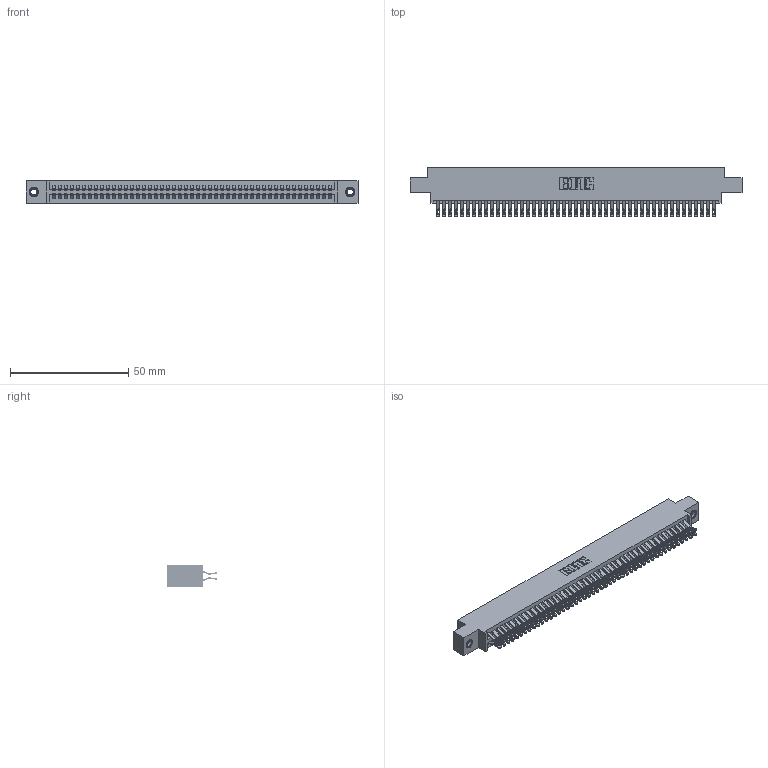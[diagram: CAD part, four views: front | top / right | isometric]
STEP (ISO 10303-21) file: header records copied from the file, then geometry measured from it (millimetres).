
FILE_DESCRIPTION (( 'STEP AP203' ), '1' );
FILE_NAME ('345-094-555-807.STEP', '2018-10-05T01:48:03', ( '' ), ( '' ), 'SwSTEP 2.0', 'SolidWorks 2016', '' );
FILE_SCHEMA (( 'CONFIG_CONTROL_DESIGN' ));
Length unit declared in the file: inch
Products named in the file (4): 345 Part_0.170 Offset - 0.156 Dia-TI; 345-250-001_345-250-005-103; 345-292-001_555 Tail; 345-094-555-807
Assembly tree (97 placements, depth 2):
  345-094-555-807
    345 Part_0.170 Offset - 0.156 Dia-TI
    345-292-001_555 Tail  x94
    345-250-001_345-250-005-103  x2
Bounding box: 140.59 x 21.13 x 9.4 mm (x, y, z)
Volume: 13849.1 mm3; surface area: 21687.8 mm2
Topology: 97 solids, 97 shells, 5454 faces, 17127 edges, 11410 vertices
Faces by surface type: plane 3030, cylinder 2408, cone 12, torus 4
Entity records: 37848 total; most frequent: CARTESIAN_POINT 6357, ORIENTED_EDGE 6254, DIRECTION 5593, EDGE_CURVE 3127, LINE 2767, VECTOR 2767, VERTEX_POINT 2080, AXIS2_PLACEMENT_3D 1413
